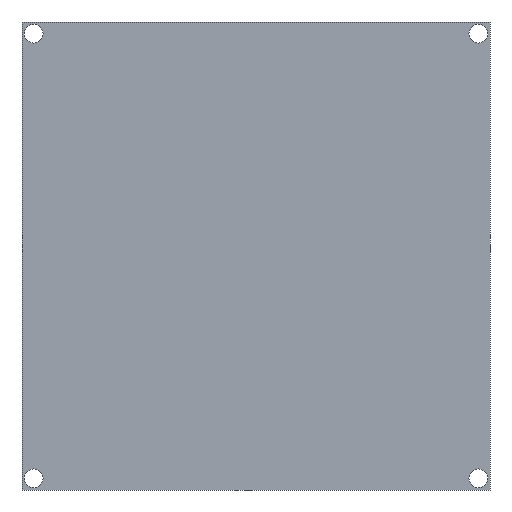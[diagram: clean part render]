
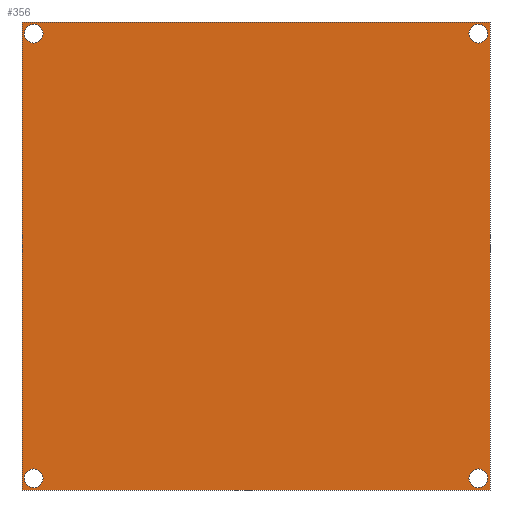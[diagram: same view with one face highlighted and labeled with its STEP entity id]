
A CAD part, front view. The second image highlights one B-rep face of the part: STEP entity #356.
In plain terms, the highlighted planar face has unit normal (0, -1, 0).
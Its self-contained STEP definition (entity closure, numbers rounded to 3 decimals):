
#22=FACE_BOUND('',#152,.T.);
#23=FACE_BOUND('',#153,.T.);
#24=FACE_BOUND('',#154,.T.);
#25=FACE_BOUND('',#155,.T.);
#38=PLANE('',#405);
#45=LINE('',#556,#75);
#49=LINE('',#564,#79);
#52=LINE('',#570,#82);
#55=LINE('',#575,#85);
#75=VECTOR('',#464,10.);
#79=VECTOR('',#470,10.);
#82=VECTOR('',#475,10.);
#85=VECTOR('',#480,10.);
#124=FACE_OUTER_BOUND('',#151,.T.);
#151=EDGE_LOOP('',(#328,#329,#330,#331));
#152=EDGE_LOOP('',(#332));
#153=EDGE_LOOP('',(#333));
#154=EDGE_LOOP('',(#334));
#155=EDGE_LOOP('',(#335));
#164=CIRCLE('',#385,4.);
#166=CIRCLE('',#388,4.);
#168=CIRCLE('',#391,4.);
#170=CIRCLE('',#394,4.);
#178=VERTEX_POINT('',#532);
#180=VERTEX_POINT('',#538);
#182=VERTEX_POINT('',#544);
#184=VERTEX_POINT('',#550);
#185=VERTEX_POINT('',#554);
#186=VERTEX_POINT('',#555);
#189=VERTEX_POINT('',#563);
#191=VERTEX_POINT('',#569);
#212=EDGE_CURVE('',#178,#178,#164,.T.);
#215=EDGE_CURVE('',#180,#180,#166,.T.);
#218=EDGE_CURVE('',#182,#182,#168,.T.);
#221=EDGE_CURVE('',#184,#184,#170,.T.);
#222=EDGE_CURVE('',#185,#186,#45,.T.);
#226=EDGE_CURVE('',#186,#189,#49,.T.);
#229=EDGE_CURVE('',#189,#191,#52,.T.);
#232=EDGE_CURVE('',#191,#185,#55,.T.);
#328=ORIENTED_EDGE('',*,*,#232,.T.);
#329=ORIENTED_EDGE('',*,*,#222,.T.);
#330=ORIENTED_EDGE('',*,*,#226,.T.);
#331=ORIENTED_EDGE('',*,*,#229,.T.);
#332=ORIENTED_EDGE('',*,*,#212,.F.);
#333=ORIENTED_EDGE('',*,*,#215,.F.);
#334=ORIENTED_EDGE('',*,*,#218,.F.);
#335=ORIENTED_EDGE('',*,*,#221,.F.);
#356=ADVANCED_FACE('',(#124,#22,#23,#24,#25),#38,.F.);
#385=AXIS2_PLACEMENT_3D('',#534,#439,#440);
#388=AXIS2_PLACEMENT_3D('',#540,#446,#447);
#391=AXIS2_PLACEMENT_3D('',#546,#453,#454);
#394=AXIS2_PLACEMENT_3D('',#552,#460,#461);
#405=AXIS2_PLACEMENT_3D('',#603,#506,#507);
#439=DIRECTION('center_axis',(0.,-1.,0.));
#440=DIRECTION('ref_axis',(1.,0.,0.));
#446=DIRECTION('center_axis',(0.,-1.,0.));
#447=DIRECTION('ref_axis',(1.,0.,0.));
#453=DIRECTION('center_axis',(0.,-1.,0.));
#454=DIRECTION('ref_axis',(1.,0.,0.));
#460=DIRECTION('center_axis',(0.,-1.,0.));
#461=DIRECTION('ref_axis',(1.,0.,0.));
#464=DIRECTION('',(0.,0.,1.));
#470=DIRECTION('',(-1.,0.,0.));
#475=DIRECTION('',(0.,0.,-1.));
#480=DIRECTION('',(1.,0.,0.));
#506=DIRECTION('center_axis',(0.,1.,0.));
#507=DIRECTION('ref_axis',(1.,0.,0.));
#532=CARTESIAN_POINT('',(91.,0.,-95.));
#534=CARTESIAN_POINT('Origin',(95.,0.,-95.));
#538=CARTESIAN_POINT('',(-99.,0.,-95.));
#540=CARTESIAN_POINT('Origin',(-95.,0.,-95.));
#544=CARTESIAN_POINT('',(-99.,0.,95.));
#546=CARTESIAN_POINT('Origin',(-95.,0.,95.));
#550=CARTESIAN_POINT('',(91.,0.,95.));
#552=CARTESIAN_POINT('Origin',(95.,0.,95.));
#554=CARTESIAN_POINT('',(100.,0.,-100.));
#555=CARTESIAN_POINT('',(100.,0.,100.));
#556=CARTESIAN_POINT('',(100.,0.,-100.));
#563=CARTESIAN_POINT('',(-100.,0.,100.));
#564=CARTESIAN_POINT('',(100.,0.,100.));
#569=CARTESIAN_POINT('',(-100.,0.,-100.));
#570=CARTESIAN_POINT('',(-100.,0.,100.));
#575=CARTESIAN_POINT('',(-100.,0.,-100.));
#603=CARTESIAN_POINT('Origin',(0.,0.,0.));
